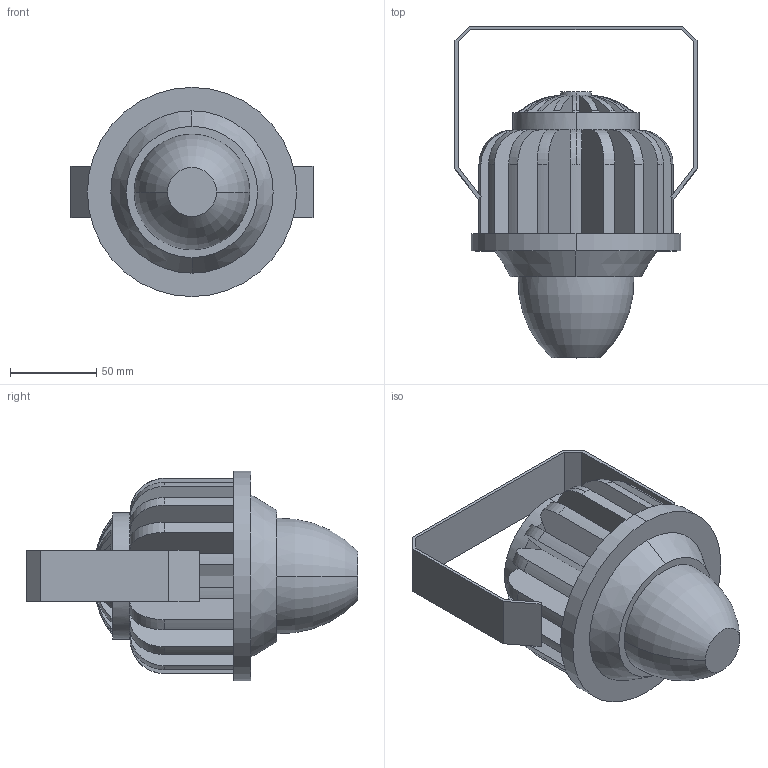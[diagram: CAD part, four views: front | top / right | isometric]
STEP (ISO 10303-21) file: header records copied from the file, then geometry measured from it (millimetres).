
FILE_DESCRIPTION (( 'STEP AP214' ), '1' );
FILE_NAME ('ACORN LED 20 D120 5000K Ex.STEP', '2018-06-16T09:36:46', ( 'Äìèòðèé' ), ( '' ), 'SwSTEP 2.0', 'SolidWorks 2013', '' );
FILE_SCHEMA (( 'AUTOMOTIVE_DESIGN' ));
Length unit declared in the file: millimetre
Products named in the file (1): ACORN LED 20 D120 5000K Ex
Bounding box: 140 x 192 x 121 mm (x, y, z)
Volume: 715163.7 mm3; surface area: 158194.2 mm2
Topology: 2 solids, 2 shells, 219 faces, 557 edges, 346 vertices
Faces by surface type: plane 132, cylinder 43, torus 23, cone 21
Entity records: 7811 total; most frequent: CARTESIAN_POINT 2569, ORIENTED_EDGE 1114, DIRECTION 1064, EDGE_CURVE 557, AXIS2_PLACEMENT_3D 395, VERTEX_POINT 346, VECTOR 274, LINE 274
